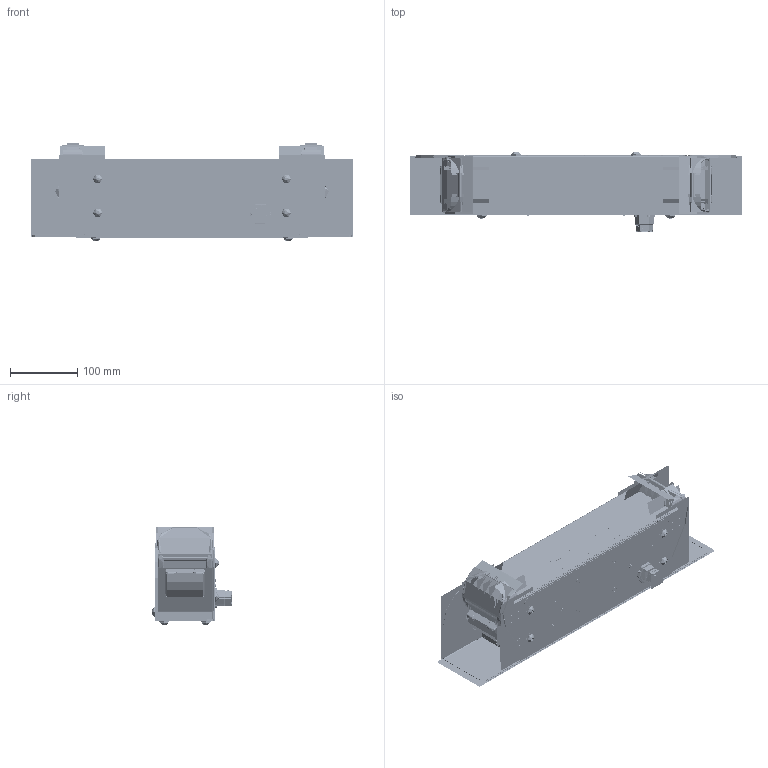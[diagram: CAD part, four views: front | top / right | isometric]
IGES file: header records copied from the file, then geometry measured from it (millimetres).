
Start section:  PTC IGES file: 193923.igs
Global section: file name: 193923.igs; native system: Creo Parametric by Parametric Technology Corporation; preprocessor: 2013230; author: pdmadmin; organization: Unknown; date: 20160307.125628; units: millimetre
Bounding box: 492.96 x 120.23 x 145.77 mm (x, y, z)
Volume: 971502.3 mm3; surface area: 9470193.3 mm2
Topology: 69 solids, 94 shells, 14270 faces, 83435 edges, 112749 vertices
Faces by surface type: bspline 7248, revolution 6694, extrusion 328
